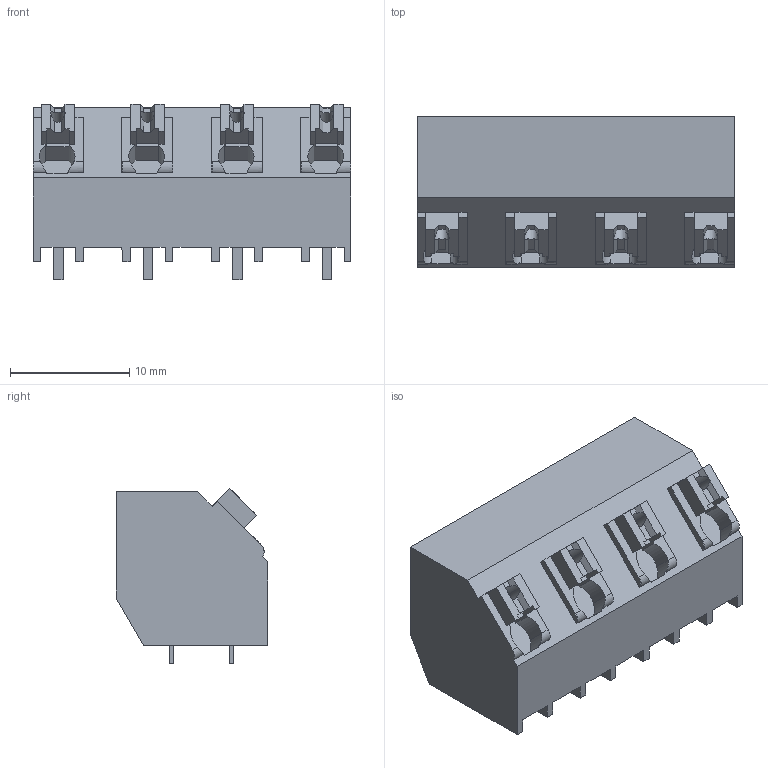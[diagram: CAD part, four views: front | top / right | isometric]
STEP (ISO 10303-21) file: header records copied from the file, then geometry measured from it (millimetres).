
FILE_DESCRIPTION(('CATIA V5 STEP Exchange','CAx-IF Rec.Pracs.--- Model Styling and Organization---1.2---2011-12-15'),'2;1');
FILE_NAME ('D1458654_0_1888930000_1888930000.stp','2018-03-20T14:04:25+00:00',('none'),('Weidmueller'),'CATIA Version 5-6 Release 2014','CATIA V5 STEP AP214','none');
FILE_SCHEMA(('AUTOMOTIVE_DESIGN { 1 0 10303 214 1 1 1 1 }'));
Length unit declared in the file: millimetre
Products named in the file (1): 1888930000 
Bounding box: 26.63 x 12.7 x 14.66 mm (x, y, z)
Volume: 2954.5 mm3; surface area: 2670.9 mm2
Topology: 13 solids, 13 shells, 309 faces, 860 edges, 582 vertices
Faces by surface type: plane 278, cylinder 31
Entity records: 9262 total; most frequent: CARTESIAN_POINT 1814, ORIENTED_EDGE 1720, DIRECTION 1197, EDGE_CURVE 860, VECTOR 765, LINE 765, VERTEX_POINT 582, EDGE_LOOP 322
